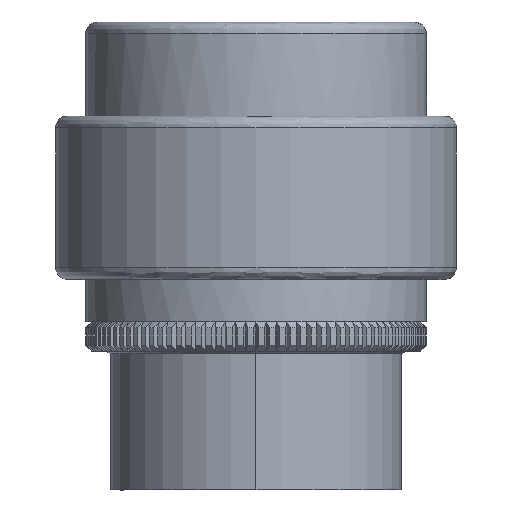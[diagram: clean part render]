
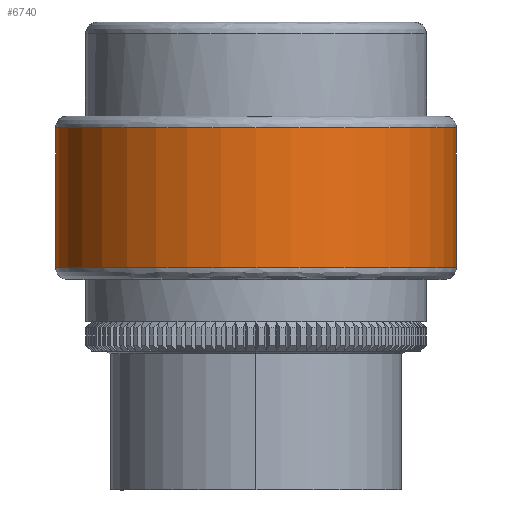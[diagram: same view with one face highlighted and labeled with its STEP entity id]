
A CAD part, front view. The second image highlights one B-rep face of the part: STEP entity #6740.
In plain terms, the highlighted cylindrical face has radius 34.1 mm (diameter 68.2 mm), a partial arc.
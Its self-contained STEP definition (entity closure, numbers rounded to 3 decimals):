
#30 = VECTOR ( 'NONE', #7836, 1000. ) ;
#50 = EDGE_CURVE ( 'NONE', #5153, #3119, #12533, .T. ) ;
#192 = DIRECTION ( 'NONE',  ( 1., 0., 0. ) ) ;
#371 = LINE ( 'NONE', #1567, #30 ) ;
#374 = DIRECTION ( 'NONE',  ( 1., 0., 0. ) ) ;
#812 = CARTESIAN_POINT ( 'NONE',  ( 297.102, 232.759, 7.5 ) ) ;
#1567 = CARTESIAN_POINT ( 'NONE',  ( 228.902, 232.759, -18.3 ) ) ;
#1662 = CYLINDRICAL_SURFACE ( 'NONE', #9767, 34.1 ) ;
#2054 = CARTESIAN_POINT ( 'NONE',  ( 228.902, 232.759, 7.5 ) ) ;
#2391 = ORIENTED_EDGE ( 'NONE', *, *, #6600, .T. ) ;
#2679 = CARTESIAN_POINT ( 'NONE',  ( 297.102, 232.759, -16.3 ) ) ;
#3119 = VERTEX_POINT ( 'NONE', #2679 ) ;
#3485 = EDGE_CURVE ( 'NONE', #3119, #8770, #9702, .T. ) ;
#3645 = EDGE_CURVE ( 'NONE', #5153, #4930, #371, .T. ) ;
#4017 = ORIENTED_EDGE ( 'NONE', *, *, #3485, .T. ) ;
#4153 = AXIS2_PLACEMENT_3D ( 'NONE', #12700, #6467, #192 ) ;
#4465 = DIRECTION ( 'NONE',  ( 0., 0., 1. ) ) ;
#4766 = FACE_OUTER_BOUND ( 'NONE', #10691, .T. ) ;
#4930 = VERTEX_POINT ( 'NONE', #2054 ) ;
#5153 = VERTEX_POINT ( 'NONE', #10893 ) ;
#5459 = CARTESIAN_POINT ( 'NONE',  ( 297.102, 232.759, -18.3 ) ) ;
#6467 = DIRECTION ( 'NONE',  ( 0., 0., -1. ) ) ;
#6600 = EDGE_CURVE ( 'NONE', #8770, #4930, #9159, .T. ) ;
#6642 = CARTESIAN_POINT ( 'NONE',  ( 263.002, 232.759, -18.3 ) ) ;
#6740 = ADVANCED_FACE ( 'NONE', ( #4766 ), #1662, .T. ) ;
#7255 = VECTOR ( 'NONE', #11692, 1000. ) ;
#7836 = DIRECTION ( 'NONE',  ( 0., 0., 1. ) ) ;
#8770 = VERTEX_POINT ( 'NONE', #812 ) ;
#8983 = ORIENTED_EDGE ( 'NONE', *, *, #50, .T. ) ;
#9159 = CIRCLE ( 'NONE', #4153, 34.1 ) ;
#9702 = LINE ( 'NONE', #5459, #7255 ) ;
#9767 = AXIS2_PLACEMENT_3D ( 'NONE', #6642, #10855, #374 ) ;
#10691 = EDGE_LOOP ( 'NONE', ( #11299, #8983, #4017, #2391 ) ) ;
#10732 = CARTESIAN_POINT ( 'NONE',  ( 263.002, 232.759, -16.3 ) ) ;
#10855 = DIRECTION ( 'NONE',  ( 0., 0., 1. ) ) ;
#10893 = CARTESIAN_POINT ( 'NONE',  ( 228.902, 232.759, -16.3 ) ) ;
#11161 = AXIS2_PLACEMENT_3D ( 'NONE', #10732, #4465, #11763 ) ;
#11299 = ORIENTED_EDGE ( 'NONE', *, *, #3645, .F. ) ;
#11692 = DIRECTION ( 'NONE',  ( 0., 0., 1. ) ) ;
#11763 = DIRECTION ( 'NONE',  ( 1., 0., 0. ) ) ;
#12533 = CIRCLE ( 'NONE', #11161, 34.1 ) ;
#12700 = CARTESIAN_POINT ( 'NONE',  ( 263.002, 232.759, 7.5 ) ) ;
